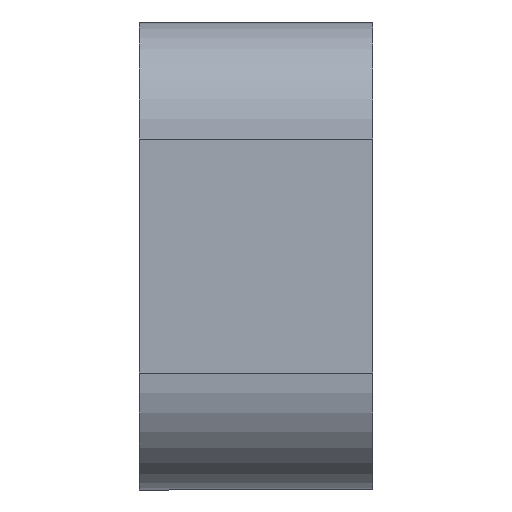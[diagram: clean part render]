
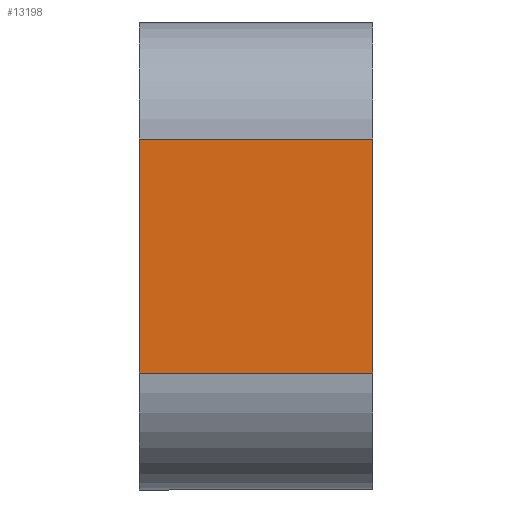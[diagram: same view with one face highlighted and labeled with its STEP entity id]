
A CAD part, left-side view. The second image highlights one B-rep face of the part: STEP entity #13198.
In plain terms, the highlighted planar face has unit normal (-1, 0, 0).
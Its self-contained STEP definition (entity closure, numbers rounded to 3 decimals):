
#1340=FACE_OUTER_BOUND('',#2018,.T.);
#2018=EDGE_LOOP('',(#11188,#11189,#11190,#11191));
#3246=LINE('',#21217,#4718);
#3396=LINE('',#21566,#4868);
#3398=LINE('',#21573,#4870);
#3399=LINE('',#21574,#4871);
#4718=VECTOR('',#17293,10.);
#4868=VECTOR('',#17613,10.);
#4870=VECTOR('',#17621,10.);
#4871=VECTOR('',#17622,10.);
#6141=VERTEX_POINT('',#21215);
#6142=VERTEX_POINT('',#21216);
#6255=VERTEX_POINT('',#21564);
#6256=VERTEX_POINT('',#21565);
#7855=EDGE_CURVE('',#6141,#6142,#3246,.T.);
#8047=EDGE_CURVE('',#6255,#6256,#3396,.T.);
#8051=EDGE_CURVE('',#6255,#6142,#3398,.T.);
#8052=EDGE_CURVE('',#6141,#6256,#3399,.T.);
#11188=ORIENTED_EDGE('',*,*,#8051,.F.);
#11189=ORIENTED_EDGE('',*,*,#8047,.T.);
#11190=ORIENTED_EDGE('',*,*,#8052,.F.);
#11191=ORIENTED_EDGE('',*,*,#7855,.T.);
#12577=PLANE('',#14285);
#13198=ADVANCED_FACE('',(#1340),#12577,.T.);
#14285=AXIS2_PLACEMENT_3D('',#21572,#17619,#17620);
#17293=DIRECTION('',(0.,-1.,0.));
#17613=DIRECTION('',(0.,1.,0.));
#17619=DIRECTION('center_axis',(-1.,0.,0.));
#17620=DIRECTION('ref_axis',(0.,0.,
1.));
#17621=DIRECTION('',(0.,0.,-1.));
#17622=DIRECTION('',(0.,0.,1.));
#21215=CARTESIAN_POINT('',(-5.747,-12.521,6.36));
#21216=CARTESIAN_POINT('',(-5.747,-22.521,6.36));
#21217=CARTESIAN_POINT('',(-5.747,-17.521,6.36));
#21564=CARTESIAN_POINT('',(-5.747,-22.521,16.36));
#21565=CARTESIAN_POINT('',(-5.747,-12.521,16.36));
#21566=CARTESIAN_POINT('',(-5.747,-17.521,16.36));
#21572=CARTESIAN_POINT('Origin',(-5.747,-17.521,11.36));
#21573=CARTESIAN_POINT('',(-5.747,-22.521,11.36));
#21574=CARTESIAN_POINT('',(-5.747,-12.521,11.36));
